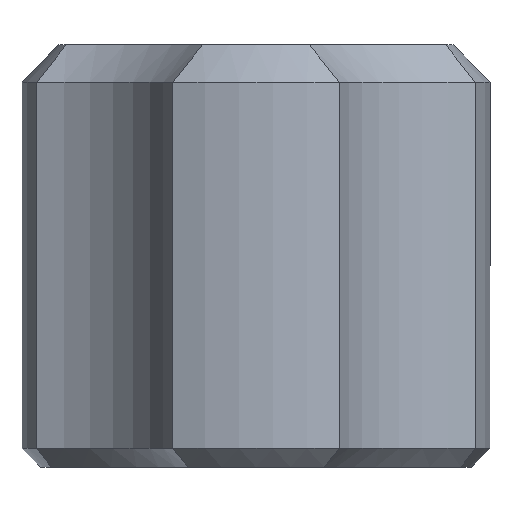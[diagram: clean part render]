
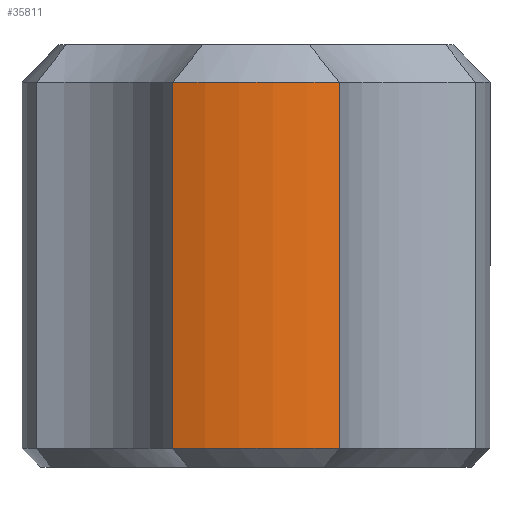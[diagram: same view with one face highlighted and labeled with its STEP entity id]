
A CAD part, front view. The second image highlights one B-rep face of the part: STEP entity #35811.
In plain terms, the highlighted cylindrical face has radius 6.25 mm (diameter 12.5 mm), a partial arc.
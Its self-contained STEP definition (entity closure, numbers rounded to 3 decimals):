
#32301 = CONICAL_SURFACE('',#32302,5.75,0.785);
#32302 = AXIS2_PLACEMENT_3D('',#32303,#32304,#32305);
#32303 = CARTESIAN_POINT('',(0.,0.,10.75));
#32304 = DIRECTION('',(0.,0.,-1.));
#32305 = DIRECTION('',(-0.356,-0.934,-0.));
#33411 = CONICAL_SURFACE('',#33412,6.,0.785);
#33412 = AXIS2_PLACEMENT_3D('',#33413,#33414,#33415);
#33413 = CARTESIAN_POINT('',(0.,0.,0.25));
#33414 = DIRECTION('',(0.,0.,1.));
#33415 = DIRECTION('',(-0.356,-0.934,0.));
#34028 = VERTEX_POINT('',#34029);
#34029 = CARTESIAN_POINT('',(-2.225,-5.841,0.5));
#34044 = CYLINDRICAL_SURFACE('',#34045,5.);
#34045 = AXIS2_PLACEMENT_3D('',#34046,#34047,#34048);
#34046 = CARTESIAN_POINT('',(-7.071,-7.071,0.));
#34047 = DIRECTION('',(0.,0.,1.));
#34048 = DIRECTION('',(0.969,0.246,-0.));
#34080 = EDGE_CURVE('',#34081,#34028,#34083,.T.);
#34081 = VERTEX_POINT('',#34082);
#34082 = CARTESIAN_POINT('',(2.225,-5.841,0.5));
#34083 = SURFACE_CURVE('',#34084,(#34089,#34096),.PCURVE_S1.);
#34084 = CIRCLE('',#34085,6.25);
#34085 = AXIS2_PLACEMENT_3D('',#34086,#34087,#34088);
#34086 = CARTESIAN_POINT('',(0.,0.,0.5));
#34087 = DIRECTION('',(0.,0.,-1.));
#34088 = DIRECTION('',(-0.356,-0.934,-0.));
#34089 = PCURVE('',#33411,#34090);
#34090 = DEFINITIONAL_REPRESENTATION('',(#34091),#34095);
#34091 = LINE('',#34092,#34093);
#34092 = CARTESIAN_POINT('',(6.283,0.25));
#34093 = VECTOR('',#34094,1.);
#34094 = DIRECTION('',(-1.,0.));
#34095 = ( GEOMETRIC_REPRESENTATION_CONTEXT(2) 
PARAMETRIC_REPRESENTATION_CONTEXT() REPRESENTATION_CONTEXT('2D SPACE',''
  ) );
#34096 = PCURVE('',#34097,#34102);
#34097 = CYLINDRICAL_SURFACE('',#34098,6.25);
#34098 = AXIS2_PLACEMENT_3D('',#34099,#34100,#34101);
#34099 = CARTESIAN_POINT('',(0.,0.,0.));
#34100 = DIRECTION('',(0.,0.,1.));
#34101 = DIRECTION('',(-0.356,-0.934,0.));
#34102 = DEFINITIONAL_REPRESENTATION('',(#34103),#34107);
#34103 = LINE('',#34104,#34105);
#34104 = CARTESIAN_POINT('',(6.283,0.5));
#34105 = VECTOR('',#34106,1.);
#34106 = DIRECTION('',(-1.,0.));
#34107 = ( GEOMETRIC_REPRESENTATION_CONTEXT(2) 
PARAMETRIC_REPRESENTATION_CONTEXT() REPRESENTATION_CONTEXT('2D SPACE',''
  ) );
#34173 = CYLINDRICAL_SURFACE('',#34174,5.);
#34174 = AXIS2_PLACEMENT_3D('',#34175,#34176,#34177);
#34175 = CARTESIAN_POINT('',(7.071,-7.071,0.));
#34176 = DIRECTION('',(0.,0.,1.));
#34177 = DIRECTION('',(-0.246,0.969,0.));
#34275 = EDGE_CURVE('',#34081,#34276,#34278,.T.);
#34276 = VERTEX_POINT('',#34277);
#34277 = CARTESIAN_POINT('',(2.225,-5.841,10.25));
#34278 = SURFACE_CURVE('',#34279,(#34283,#34290),.PCURVE_S1.);
#34279 = LINE('',#34280,#34281);
#34280 = CARTESIAN_POINT('',(2.225,-5.841,0.));
#34281 = VECTOR('',#34282,1.);
#34282 = DIRECTION('',(0.,0.,1.));
#34283 = PCURVE('',#34173,#34284);
#34284 = DEFINITIONAL_REPRESENTATION('',(#34285),#34289);
#34285 = LINE('',#34286,#34287);
#34286 = CARTESIAN_POINT('',(1.074,0.));
#34287 = VECTOR('',#34288,1.);
#34288 = DIRECTION('',(0.,1.));
#34289 = ( GEOMETRIC_REPRESENTATION_CONTEXT(2) 
PARAMETRIC_REPRESENTATION_CONTEXT() REPRESENTATION_CONTEXT('2D SPACE',''
  ) );
#34290 = PCURVE('',#34097,#34291);
#34291 = DEFINITIONAL_REPRESENTATION('',(#34292),#34296);
#34292 = LINE('',#34293,#34294);
#34293 = CARTESIAN_POINT('',(0.728,0.));
#34294 = VECTOR('',#34295,1.);
#34295 = DIRECTION('',(0.,1.));
#34296 = ( GEOMETRIC_REPRESENTATION_CONTEXT(2) 
PARAMETRIC_REPRESENTATION_CONTEXT() REPRESENTATION_CONTEXT('2D SPACE',''
  ) );
#35151 = VERTEX_POINT('',#35152);
#35152 = CARTESIAN_POINT('',(-2.225,-5.841,10.25));
#35218 = EDGE_CURVE('',#35151,#34276,#35219,.T.);
#35219 = SURFACE_CURVE('',#35220,(#35225,#35232),.PCURVE_S1.);
#35220 = CIRCLE('',#35221,6.25);
#35221 = AXIS2_PLACEMENT_3D('',#35222,#35223,#35224);
#35222 = CARTESIAN_POINT('',(0.,0.,10.25));
#35223 = DIRECTION('',(0.,0.,1.));
#35224 = DIRECTION('',(-0.356,-0.934,0.));
#35225 = PCURVE('',#32301,#35226);
#35226 = DEFINITIONAL_REPRESENTATION('',(#35227),#35231);
#35227 = LINE('',#35228,#35229);
#35228 = CARTESIAN_POINT('',(6.283,0.5));
#35229 = VECTOR('',#35230,1.);
#35230 = DIRECTION('',(-1.,0.));
#35231 = ( GEOMETRIC_REPRESENTATION_CONTEXT(2) 
PARAMETRIC_REPRESENTATION_CONTEXT() REPRESENTATION_CONTEXT('2D SPACE',''
  ) );
#35232 = PCURVE('',#34097,#35233);
#35233 = DEFINITIONAL_REPRESENTATION('',(#35234),#35238);
#35234 = LINE('',#35235,#35236);
#35235 = CARTESIAN_POINT('',(0.,10.25));
#35236 = VECTOR('',#35237,1.);
#35237 = DIRECTION('',(1.,0.));
#35238 = ( GEOMETRIC_REPRESENTATION_CONTEXT(2) 
PARAMETRIC_REPRESENTATION_CONTEXT() REPRESENTATION_CONTEXT('2D SPACE',''
  ) );
#35811 = ADVANCED_FACE('',(#35812),#34097,.T.);
#35812 = FACE_BOUND('',#35813,.T.);
#35813 = EDGE_LOOP('',(#35814,#35815,#35816,#35817));
#35814 = ORIENTED_EDGE('',*,*,#34080,.F.);
#35815 = ORIENTED_EDGE('',*,*,#34275,.T.);
#35816 = ORIENTED_EDGE('',*,*,#35218,.F.);
#35817 = ORIENTED_EDGE('',*,*,#35818,.F.);
#35818 = EDGE_CURVE('',#34028,#35151,#35819,.T.);
#35819 = SURFACE_CURVE('',#35820,(#35824,#35831),.PCURVE_S1.);
#35820 = LINE('',#35821,#35822);
#35821 = CARTESIAN_POINT('',(-2.225,-5.841,0.));
#35822 = VECTOR('',#35823,1.);
#35823 = DIRECTION('',(0.,0.,1.));
#35824 = PCURVE('',#34097,#35825);
#35825 = DEFINITIONAL_REPRESENTATION('',(#35826),#35830);
#35826 = LINE('',#35827,#35828);
#35827 = CARTESIAN_POINT('',(0.,0.));
#35828 = VECTOR('',#35829,1.);
#35829 = DIRECTION('',(0.,1.));
#35830 = ( GEOMETRIC_REPRESENTATION_CONTEXT(2) 
PARAMETRIC_REPRESENTATION_CONTEXT() REPRESENTATION_CONTEXT('2D SPACE',''
  ) );
#35831 = PCURVE('',#34044,#35832);
#35832 = DEFINITIONAL_REPRESENTATION('',(#35833),#35837);
#35833 = LINE('',#35834,#35835);
#35834 = CARTESIAN_POINT('',(0.,0.));
#35835 = VECTOR('',#35836,1.);
#35836 = DIRECTION('',(0.,1.));
#35837 = ( GEOMETRIC_REPRESENTATION_CONTEXT(2) 
PARAMETRIC_REPRESENTATION_CONTEXT() REPRESENTATION_CONTEXT('2D SPACE',''
  ) );
